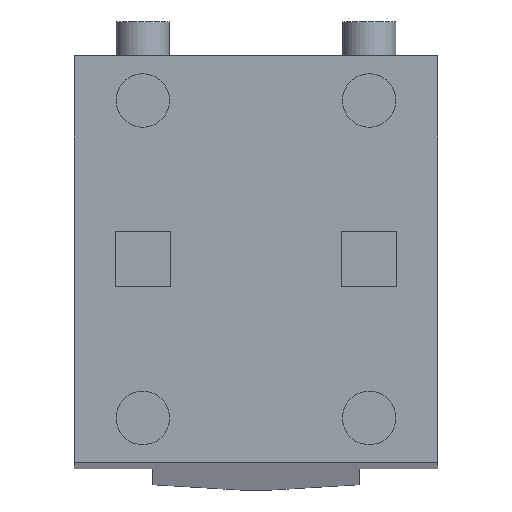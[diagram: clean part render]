
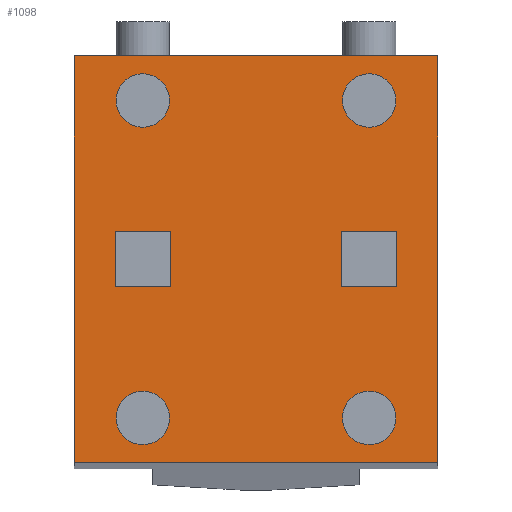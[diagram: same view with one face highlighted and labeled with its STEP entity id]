
A CAD part, front view. The second image highlights one B-rep face of the part: STEP entity #1098.
In plain terms, the highlighted planar face has unit normal (0, -1, 0).
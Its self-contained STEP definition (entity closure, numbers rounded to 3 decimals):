
#13=DIRECTION('',(1.,0.,0.));
#14=VECTOR('',#13,4.08);
#15=CARTESIAN_POINT('',(2.54,0.,4.56));
#16=LINE('3633',#15,#14);
#209=DIRECTION('',(0.,0.,1.));
#210=VECTOR('',#209,4.56);
#211=CARTESIAN_POINT('',(2.54,0.,0.));
#212=LINE('3679',#211,#210);
#213=DIRECTION('',(1.,0.,0.));
#214=VECTOR('',#213,4.08);
#215=CARTESIAN_POINT('',(2.54,0.,0.));
#216=LINE('3681',#215,#214);
#217=CARTESIAN_POINT('',(3.31,0.,0.5));
#218=DIRECTION('',(0.,-1.,0.));
#219=DIRECTION('',(0.,0.,1.));
#220=AXIS2_PLACEMENT_3D('',#217,#218,#219);
#222=CARTESIAN_POINT('',(3.31,0.,0.5));
#223=DIRECTION('',(0.,-1.,0.));
#224=DIRECTION('',(0.,0.,-1.));
#225=AXIS2_PLACEMENT_3D('',#222,#223,#224);
#227=CARTESIAN_POINT('',(3.31,0.,4.06));
#228=DIRECTION('',(0.,-1.,0.));
#229=DIRECTION('',(0.,0.,1.));
#230=AXIS2_PLACEMENT_3D('',#227,#228,#229);
#232=CARTESIAN_POINT('',(3.31,0.,4.06));
#233=DIRECTION('',(0.,-1.,0.));
#234=DIRECTION('',(0.,0.,-1.));
#235=AXIS2_PLACEMENT_3D('',#232,#233,#234);
#237=CARTESIAN_POINT('',(5.85,0.,0.5));
#238=DIRECTION('',(0.,-1.,0.));
#239=DIRECTION('',(0.,0.,1.));
#240=AXIS2_PLACEMENT_3D('',#237,#238,#239);
#242=CARTESIAN_POINT('',(5.85,0.,0.5));
#243=DIRECTION('',(0.,-1.,0.));
#244=DIRECTION('',(0.,0.,-1.));
#245=AXIS2_PLACEMENT_3D('',#242,#243,#244);
#247=CARTESIAN_POINT('',(5.85,0.,4.06));
#248=DIRECTION('',(0.,-1.,0.));
#249=DIRECTION('',(0.,0.,1.));
#250=AXIS2_PLACEMENT_3D('',#247,#248,#249);
#252=CARTESIAN_POINT('',(5.85,0.,4.06));
#253=DIRECTION('',(0.,-1.,0.));
#254=DIRECTION('',(0.,0.,-1.));
#255=AXIS2_PLACEMENT_3D('',#252,#253,#254);
#257=DIRECTION('',(0.,0.,1.));
#258=VECTOR('',#257,0.62);
#259=CARTESIAN_POINT('',(3.62,0.,1.97));
#260=LINE('3731',#259,#258);
#261=DIRECTION('',(1.,0.,0.));
#262=VECTOR('',#261,0.62);
#263=CARTESIAN_POINT('',(3.,0.,2.59));
#264=LINE('3734',#263,#262);
#265=DIRECTION('',(0.,0.,1.));
#266=VECTOR('',#265,0.62);
#267=CARTESIAN_POINT('',(3.,0.,1.97));
#268=LINE('3732',#267,#266);
#269=DIRECTION('',(1.,0.,0.));
#270=VECTOR('',#269,0.62);
#271=CARTESIAN_POINT('',(3.,0.,1.97));
#272=LINE('3733',#271,#270);
#273=DIRECTION('',(0.,0.,1.));
#274=VECTOR('',#273,0.62);
#275=CARTESIAN_POINT('',(6.16,0.,1.97));
#276=LINE('3755',#275,#274);
#277=DIRECTION('',(1.,0.,0.));
#278=VECTOR('',#277,0.62);
#279=CARTESIAN_POINT('',(5.54,0.,2.59));
#280=LINE('3758',#279,#278);
#281=DIRECTION('',(0.,0.,1.));
#282=VECTOR('',#281,0.62);
#283=CARTESIAN_POINT('',(5.54,0.,1.97));
#284=LINE('3756',#283,#282);
#285=DIRECTION('',(1.,0.,0.));
#286=VECTOR('',#285,0.62);
#287=CARTESIAN_POINT('',(5.54,0.,1.97));
#288=LINE('3757',#287,#286);
#293=DIRECTION('',(0.,0.,1.));
#294=VECTOR('',#293,4.56);
#295=CARTESIAN_POINT('',(6.62,0.,0.));
#296=LINE('3680',#295,#294);
#577=CARTESIAN_POINT('',(2.54,0.,4.56));
#578=CARTESIAN_POINT('',(6.62,0.,4.56));
#579=VERTEX_POINT('',#577);
#580=VERTEX_POINT('',#578);
#637=CARTESIAN_POINT('',(3.31,0.,0.8));
#638=CARTESIAN_POINT('',(3.31,0.,0.2));
#639=VERTEX_POINT('',#637);
#640=VERTEX_POINT('',#638);
#641=CARTESIAN_POINT('',(3.31,0.,4.36));
#642=CARTESIAN_POINT('',(3.31,0.,3.76));
#643=VERTEX_POINT('',#641);
#644=VERTEX_POINT('',#642);
#645=CARTESIAN_POINT('',(2.54,0.,0.));
#646=VERTEX_POINT('',#645);
#647=CARTESIAN_POINT('',(6.62,0.,0.));
#648=VERTEX_POINT('',#647);
#673=CARTESIAN_POINT('',(5.85,0.,0.8));
#674=CARTESIAN_POINT('',(5.85,0.,0.2));
#675=VERTEX_POINT('',#673);
#676=VERTEX_POINT('',#674);
#677=CARTESIAN_POINT('',(5.85,0.,4.36));
#678=CARTESIAN_POINT('',(5.85,0.,3.76));
#679=VERTEX_POINT('',#677);
#680=VERTEX_POINT('',#678);
#713=CARTESIAN_POINT('',(3.62,0.,1.97));
#714=CARTESIAN_POINT('',(3.62,0.,2.59));
#715=VERTEX_POINT('',#713);
#716=VERTEX_POINT('',#714);
#717=CARTESIAN_POINT('',(3.,0.,1.97));
#718=CARTESIAN_POINT('',(3.,0.,2.59));
#719=VERTEX_POINT('',#717);
#720=VERTEX_POINT('',#718);
#745=CARTESIAN_POINT('',(6.16,0.,1.97));
#746=CARTESIAN_POINT('',(6.16,0.,2.59));
#747=VERTEX_POINT('',#745);
#748=VERTEX_POINT('',#746);
#749=CARTESIAN_POINT('',(5.54,0.,1.97));
#750=CARTESIAN_POINT('',(5.54,0.,2.59));
#751=VERTEX_POINT('',#749);
#752=VERTEX_POINT('',#750);
#1042=CARTESIAN_POINT('',(2.54,0.,0.));
#1043=DIRECTION('',(0.,-1.,0.));
#1044=DIRECTION('',(1.,0.,0.));
#1045=AXIS2_PLACEMENT_3D('',#1042,#1043,#1044);
#1046=PLANE('3577',#1045);
#1047=ORIENTED_EDGE('3679',*,*,#867,.T.);
#1048=ORIENTED_EDGE('3633',*,*,#772,.T.);
#1050=ORIENTED_EDGE('3680',*,*,#1049,.F.);
#1051=ORIENTED_EDGE('3681',*,*,#926,.F.);
#1052=EDGE_LOOP('3577',(#1047,#1048,#1050,#1051));
#1053=FACE_OUTER_BOUND('3577',#1052,.F.);
#1055=ORIENTED_EDGE('3671',*,*,#1054,.T.);
#1057=ORIENTED_EDGE('3672',*,*,#1056,.T.);
#1058=EDGE_LOOP('3577',(#1055,#1057));
#1059=FACE_BOUND('3577',#1058,.F.);
#1061=ORIENTED_EDGE('3673',*,*,#1060,.T.);
#1063=ORIENTED_EDGE('3674',*,*,#1062,.T.);
#1064=EDGE_LOOP('3577',(#1061,#1063));
#1065=FACE_BOUND('3577',#1064,.F.);
#1067=ORIENTED_EDGE('3699',*,*,#1066,.T.);
#1069=ORIENTED_EDGE('3700',*,*,#1068,.T.);
#1070=EDGE_LOOP('3577',(#1067,#1069));
#1071=FACE_BOUND('3577',#1070,.F.);
#1073=ORIENTED_EDGE('3701',*,*,#1072,.T.);
#1075=ORIENTED_EDGE('3702',*,*,#1074,.T.);
#1076=EDGE_LOOP('3577',(#1073,#1075));
#1077=FACE_BOUND('3577',#1076,.F.);
#1079=ORIENTED_EDGE('3731',*,*,#1078,.T.);
#1081=ORIENTED_EDGE('3734',*,*,#1080,.F.);
#1083=ORIENTED_EDGE('3732',*,*,#1082,.F.);
#1085=ORIENTED_EDGE('3733',*,*,#1084,.T.);
#1086=EDGE_LOOP('3577',(#1079,#1081,#1083,#1085));
#1087=FACE_BOUND('3577',#1086,.F.);
#1089=ORIENTED_EDGE('3755',*,*,#1088,.T.);
#1091=ORIENTED_EDGE('3758',*,*,#1090,.F.);
#1093=ORIENTED_EDGE('3756',*,*,#1092,.F.);
#1095=ORIENTED_EDGE('3757',*,*,#1094,.T.);
#1096=EDGE_LOOP('3577',(#1089,#1091,#1093,#1095));
#1097=FACE_BOUND('3577',#1096,.F.);
#1098=ADVANCED_FACE('3577',(#1053,#1059,#1065,#1071,#1077,#1087,#1097),#1046,
.T.);
#221=CIRCLE('3671',#220,0.3);
#226=CIRCLE('3672',#225,0.3);
#231=CIRCLE('3673',#230,0.3);
#236=CIRCLE('3674',#235,0.3);
#241=CIRCLE('3699',#240,0.3);
#246=CIRCLE('3700',#245,0.3);
#251=CIRCLE('3701',#250,0.3);
#256=CIRCLE('3702',#255,0.3);
#772=EDGE_CURVE('3633',#579,#580,#16,.T.);
#867=EDGE_CURVE('3679',#646,#579,#212,.T.);
#926=EDGE_CURVE('3681',#646,#648,#216,.T.);
#1049=EDGE_CURVE('3680',#648,#580,#296,.T.);
#1054=EDGE_CURVE('3671',#639,#640,#221,.T.);
#1056=EDGE_CURVE('3672',#640,#639,#226,.T.);
#1060=EDGE_CURVE('3673',#643,#644,#231,.T.);
#1062=EDGE_CURVE('3674',#644,#643,#236,.T.);
#1066=EDGE_CURVE('3699',#675,#676,#241,.T.);
#1068=EDGE_CURVE('3700',#676,#675,#246,.T.);
#1072=EDGE_CURVE('3701',#679,#680,#251,.T.);
#1074=EDGE_CURVE('3702',#680,#679,#256,.T.);
#1078=EDGE_CURVE('3731',#715,#716,#260,.T.);
#1080=EDGE_CURVE('3734',#720,#716,#264,.T.);
#1082=EDGE_CURVE('3732',#719,#720,#268,.T.);
#1084=EDGE_CURVE('3733',#719,#715,#272,.T.);
#1088=EDGE_CURVE('3755',#747,#748,#276,.T.);
#1090=EDGE_CURVE('3758',#752,#748,#280,.T.);
#1092=EDGE_CURVE('3756',#751,#752,#284,.T.);
#1094=EDGE_CURVE('3757',#751,#747,#288,.T.);
